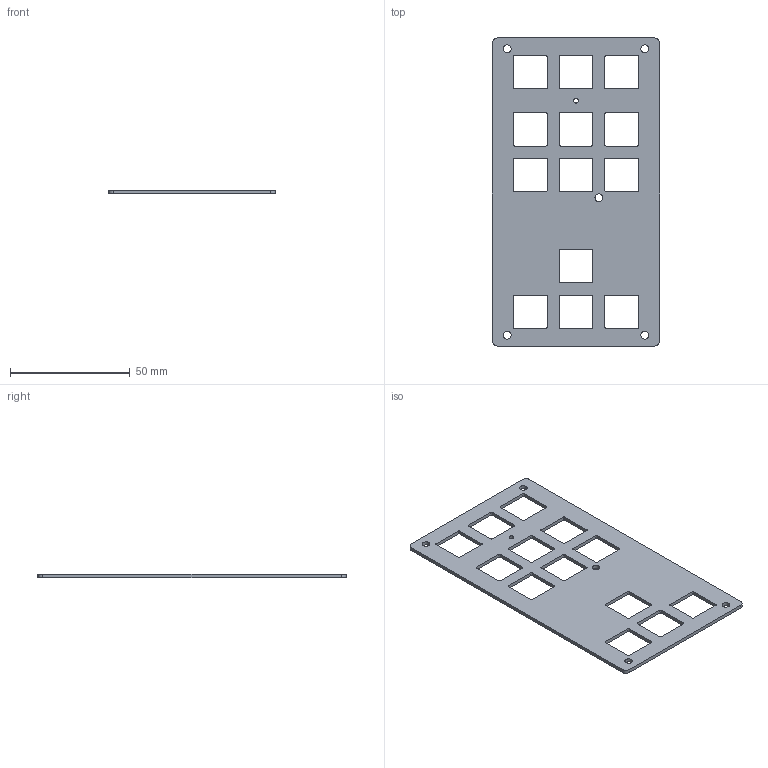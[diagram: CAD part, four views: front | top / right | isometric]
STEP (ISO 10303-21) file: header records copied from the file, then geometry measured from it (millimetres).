
FILE_DESCRIPTION(('KiCad electronic assembly'),'2;1');
FILE_NAME('PhaseShift_Top.step','2025-07-11T21:20:54',('Pcbnew'),( 'Kicad'),'Open CASCADE STEP processor 7.8','KiCad to STEP converter' ,'Unknown');
FILE_SCHEMA(('AUTOMOTIVE_DESIGN { 1 0 10303 214 1 1 1 1 }'));
Length unit declared in the file: millimetre
Products named in the file (2): PhaseShift_Top 1; PhaseShift_Top_PCB
Assembly tree (1 placements, depth 2):
  PhaseShift_Top 1
    PhaseShift_Top_PCB
Bounding box: 69.75 x 128.59 x 1.51 mm (x, y, z)
Volume: 9629.3 mm3; surface area: 14515.6 mm2
Topology: 1 solids, 1 shells, 120 faces, 354 edges, 236 vertices
Faces by surface type: cylinder 62, plane 58
Full cylindrical faces by diameter (mm): 2 x1, 3.2 x5
Entity records: 4155 total; most frequent: DIRECTION 722, CARTESIAN_POINT 712, ORIENTED_EDGE 708, EDGE_CURVE 354, AXIS2_PLACEMENT_3D 246, VERTEX_POINT 236, LINE 230, VECTOR 230
